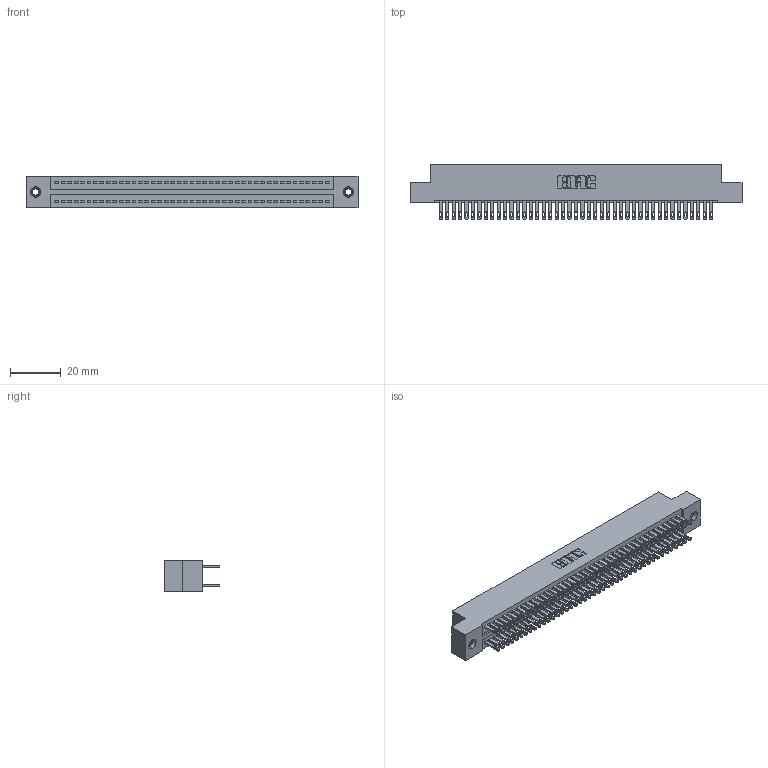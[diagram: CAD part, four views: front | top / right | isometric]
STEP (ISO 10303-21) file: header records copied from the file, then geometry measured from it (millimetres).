
FILE_DESCRIPTION (( 'STEP AP203' ), '1' );
FILE_NAME ('325-086-500-207.STEP', '2020-02-25T05:10:04', ( '' ), ( '' ), 'SwSTEP 2.0', 'SolidWorks 2016', '' );
FILE_SCHEMA (( 'CONFIG_CONTROL_DESIGN' ));
Length unit declared in the file: inch
Products named in the file (4): 325-086-500-207; 345-250-001_345-250-005-103; 325-292-001_325-293-100; 325 Part_TI
Assembly tree (89 placements, depth 2):
  325-086-500-207
    325 Part_TI
    325-292-001_325-293-100  x86
    345-250-001_345-250-005-103  x2
Bounding box: 130.94 x 21.84 x 12.45 mm (x, y, z)
Volume: 17161.7 mm3; surface area: 21721.1 mm2
Topology: 89 solids, 89 shells, 4302 faces, 13089 edges, 8718 vertices
Faces by surface type: plane 2682, cylinder 1604, cone 12, torus 4
Entity records: 28650 total; most frequent: CARTESIAN_POINT 4729, ORIENTED_EDGE 4658, DIRECTION 4071, EDGE_CURVE 2329, VECTOR 2177, LINE 2177, VERTEX_POINT 1548, AXIS2_PLACEMENT_3D 947
